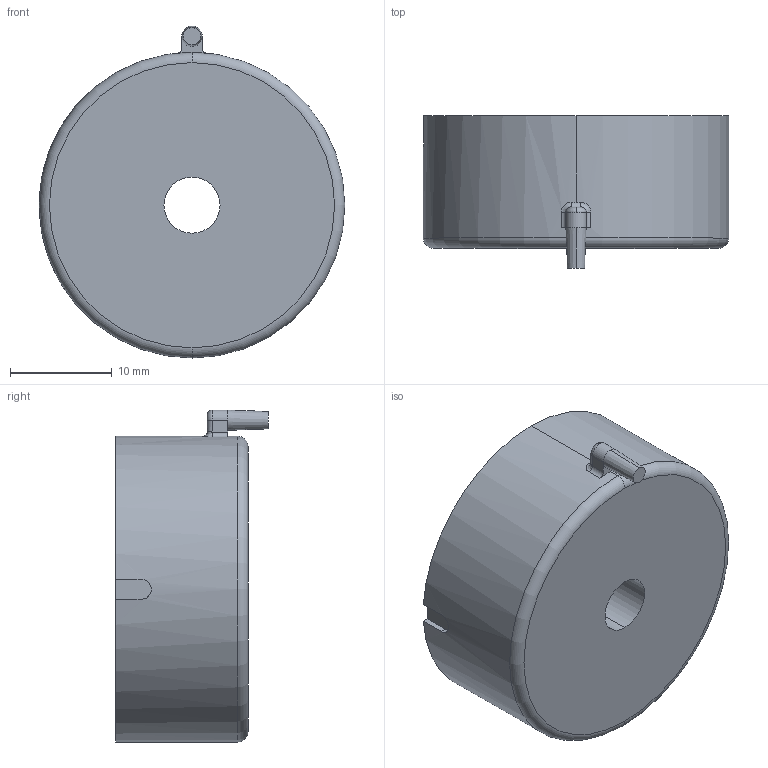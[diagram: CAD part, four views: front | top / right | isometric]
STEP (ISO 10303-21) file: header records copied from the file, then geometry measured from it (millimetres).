
FILE_DESCRIPTION (( 'STEP AP214' ), '1' );
FILE_NAME ('M113_M114.STEP', '2021-12-30T09:21:16', ( '' ), ( '' ), 'SwSTEP 2.0', 'SolidWorks 2021', '' );
FILE_SCHEMA (( 'AUTOMOTIVE_DESIGN' ));
Length unit declared in the file: millimetre
Products named in the file (2): Frammento 3D_4; M113_M114
Assembly tree (1 placements, depth 2):
  M113_M114
    Frammento 3D_4
Bounding box: 30 x 15 x 32.59 mm (x, y, z)
Volume: 8821.1 mm3; surface area: 2800.9 mm2
Topology: 1 solids, 1 shells, 31 faces, 75 edges, 46 vertices
Faces by surface type: cylinder 10, plane 10, torus 5, cone 4, bspline 2
Entity records: 1066 total; most frequent: CARTESIAN_POINT 257, DIRECTION 176, ORIENTED_EDGE 150, EDGE_CURVE 75, AXIS2_PLACEMENT_3D 73, VERTEX_POINT 46, CIRCLE 40, EDGE_LOOP 33
